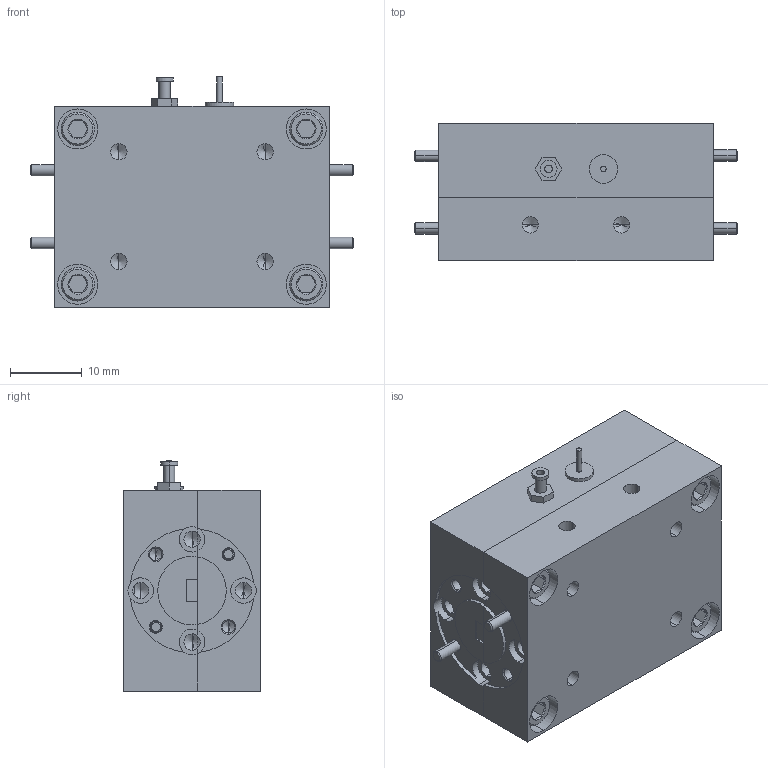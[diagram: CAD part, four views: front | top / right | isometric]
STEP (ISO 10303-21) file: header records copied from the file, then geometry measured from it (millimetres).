
FILE_DESCRIPTION (( 'STEP AP203' ), '1' );
FILE_NAME ('DMBX-12-141-A1 DF.STEP', '2019-06-07T22:16:17', ( '' ), ( '' ), 'SwSTEP 2.0', 'SolidWorks 2016', '' );
FILE_SCHEMA (( 'CONFIG_CONTROL_DESIGN' ));
Length unit declared in the file: inch
Products named in the file (1): DMBX-12-141-A1 DF
Bounding box: 44.83 x 19.05 x 32 mm (x, y, z)
Volume: 19448 mm3; surface area: 8831.6 mm2
Topology: 6 solids, 7 shells, 517 faces, 1276 edges, 772 vertices
Faces by surface type: plane 187, cylinder 178, cone 152
Entity records: 15267 total; most frequent: CARTESIAN_POINT 3124, DIRECTION 2614, ORIENTED_EDGE 2456, EDGE_CURVE 1228, AXIS2_PLACEMENT_3D 1006, VERTEX_POINT 772, LINE 602, VECTOR 602
